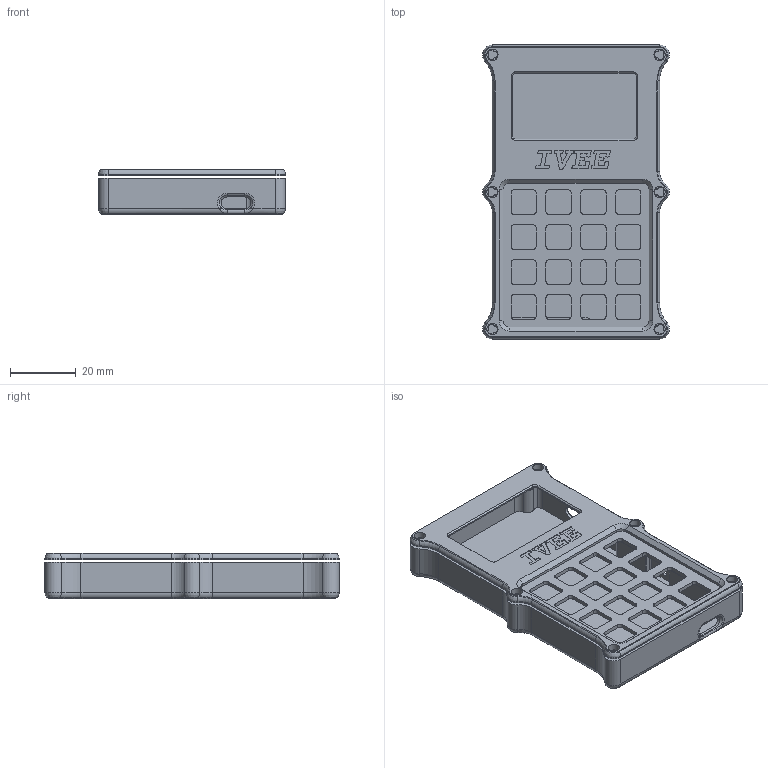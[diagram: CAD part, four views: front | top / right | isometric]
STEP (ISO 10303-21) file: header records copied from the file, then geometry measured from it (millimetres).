
FILE_DESCRIPTION(('FreeCAD Model'),'2;1');
FILE_NAME('Open CASCADE Shape Model','2025-11-02T19:53:59',(''),(''), 'Open CASCADE STEP processor 7.8','FreeCAD','Unknown');
FILE_SCHEMA(('AUTOMOTIVE_DESIGN { 1 0 10303 214 1 1 1 1 }'));
Length unit declared in the file: millimetre
Products named in the file (4): __54_Inch_Display; Bottom; Top; Gitter
Assembly tree (3 placements, depth 2):
  __54_Inch_Display
    Bottom
    Top
    Gitter
Bounding box: 56.69 x 89.2 x 13.8 mm (x, y, z)
Volume: 16205.4 mm3; surface area: 23657.8 mm2
Topology: 3 solids, 3 shells, 603 faces, 1631 edges, 1044 vertices
Faces by surface type: cylinder 241, plane 211, bspline 73, cone 44, torus 22, revolution 12
Full cylindrical faces by diameter (mm): 3.4 x6
Entity records: 19555 total; most frequent: CARTESIAN_POINT 4217, ORIENTED_EDGE 3262, DIRECTION 3115, EDGE_CURVE 1631, AXIS2_PLACEMENT_3D 1102, VERTEX_POINT 1044, LINE 899, VECTOR 899
